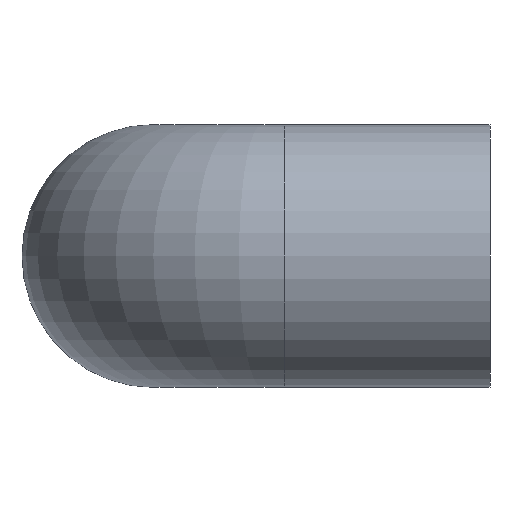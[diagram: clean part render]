
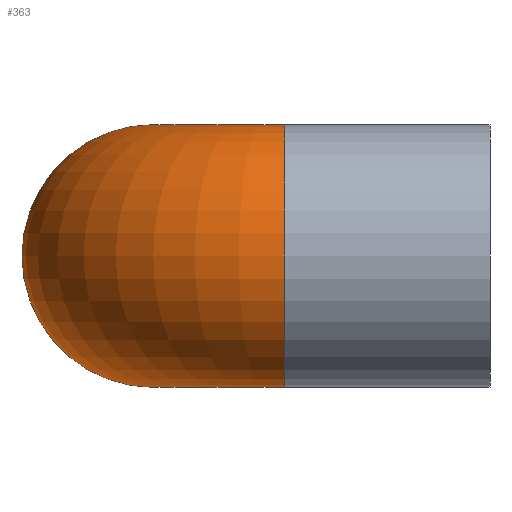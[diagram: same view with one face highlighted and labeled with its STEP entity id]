
A CAD part, left-side view. The second image highlights one B-rep face of the part: STEP entity #363.
In plain terms, the highlighted toroidal (fillet/blend) face has major radius 80 mm and minor radius 80 mm.
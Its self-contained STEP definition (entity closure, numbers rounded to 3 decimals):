
#8 = DIRECTION ( 'NONE',  ( 0., 0., 1. ) ) ;
#13 = FACE_OUTER_BOUND ( 'NONE', #445, .T. ) ;
#14 = AXIS2_PLACEMENT_3D ( 'NONE', #449, #120, #279 ) ;
#25 = VERTEX_POINT ( 'NONE', #77 ) ;
#43 = DIRECTION ( 'NONE',  ( 0., 1., 0. ) ) ;
#45 = ORIENTED_EDGE ( 'NONE', *, *, #263, .F. ) ;
#57 = AXIS2_PLACEMENT_3D ( 'NONE', #145, #308, #440 ) ;
#58 = CIRCLE ( 'NONE', #57, 80. ) ;
#65 = ORIENTED_EDGE ( 'NONE', *, *, #277, .T. ) ;
#77 = CARTESIAN_POINT ( 'NONE',  ( 0., 125., -80. ) ) ;
#85 = AXIS2_PLACEMENT_3D ( 'NONE', #101, #258, #405 ) ;
#86 = DIRECTION ( 'NONE',  ( 1., 0., 0. ) ) ;
#88 = CIRCLE ( 'NONE', #85, 80. ) ;
#93 = EDGE_CURVE ( 'NONE', #257, #426, #283, .T. ) ;
#100 = ORIENTED_EDGE ( 'NONE', *, *, #438, .F. ) ;
#101 = CARTESIAN_POINT ( 'NONE',  ( 0., 125., 0. ) ) ;
#120 = DIRECTION ( 'NONE',  ( 1., 0., 0. ) ) ;
#124 = AXIS2_PLACEMENT_3D ( 'NONE', #464, #135, #297 ) ;
#126 = TOROIDAL_SURFACE ( 'NONE', #124, 80., 80. ) ;
#135 = DIRECTION ( 'NONE',  ( 0., 0., -1. ) ) ;
#145 = CARTESIAN_POINT ( 'NONE',  ( 80., 205., 0. ) ) ;
#163 = CARTESIAN_POINT ( 'NONE',  ( 80., 205., -80. ) ) ;
#170 = AXIS2_PLACEMENT_3D ( 'NONE', #211, #362, #8 ) ;
#176 = CIRCLE ( 'NONE', #170, 80. ) ;
#193 = AXIS2_PLACEMENT_3D ( 'NONE', #392, #43, #207 ) ;
#202 = CIRCLE ( 'NONE', #193, 80. ) ;
#203 = AXIS2_PLACEMENT_3D ( 'NONE', #423, #86, #246 ) ;
#207 = DIRECTION ( 'NONE',  ( 0., 0., 1. ) ) ;
#208 = CIRCLE ( 'NONE', #203, 80. ) ;
#210 = VERTEX_POINT ( 'NONE', #242 ) ;
#211 = CARTESIAN_POINT ( 'NONE',  ( 0., 125., 0. ) ) ;
#216 = ORIENTED_EDGE ( 'NONE', *, *, #302, .T. ) ;
#227 = VERTEX_POINT ( 'NONE', #163 ) ;
#242 = CARTESIAN_POINT ( 'NONE',  ( 0., 125., 80. ) ) ;
#246 = DIRECTION ( 'NONE',  ( 0., 0., 1. ) ) ;
#257 = VERTEX_POINT ( 'NONE', #324 ) ;
#258 = DIRECTION ( 'NONE',  ( 0., 1., 0. ) ) ;
#263 = EDGE_CURVE ( 'NONE', #426, #227, #208, .T. ) ;
#277 = EDGE_CURVE ( 'NONE', #210, #426, #202, .T. ) ;
#279 = DIRECTION ( 'NONE',  ( 0., 0., 1. ) ) ;
#283 = CIRCLE ( 'NONE', #14, 80. ) ;
#293 = ORIENTED_EDGE ( 'NONE', *, *, #93, .F. ) ;
#297 = DIRECTION ( 'NONE',  ( -1., 0., 0. ) ) ;
#302 = EDGE_CURVE ( 'NONE', #426, #25, #176, .T. ) ;
#303 = ORIENTED_EDGE ( 'NONE', *, *, #395, .T. ) ;
#308 = DIRECTION ( 'NONE',  ( 1., 0., 0. ) ) ;
#324 = CARTESIAN_POINT ( 'NONE',  ( 80., 205., 80. ) ) ;
#362 = DIRECTION ( 'NONE',  ( 0., 1., 0. ) ) ;
#363 = ADVANCED_FACE ( 'NONE', ( #13 ), #126, .T. ) ;
#392 = CARTESIAN_POINT ( 'NONE',  ( 0., 125., 0. ) ) ;
#395 = EDGE_CURVE ( 'NONE', #25, #210, #88, .T. ) ;
#405 = DIRECTION ( 'NONE',  ( 0., 0., 1. ) ) ;
#423 = CARTESIAN_POINT ( 'NONE',  ( 80., 205., 0. ) ) ;
#426 = VERTEX_POINT ( 'NONE', #472 ) ;
#438 = EDGE_CURVE ( 'NONE', #227, #257, #58, .T. ) ;
#440 = DIRECTION ( 'NONE',  ( 0., 0., 1. ) ) ;
#445 = EDGE_LOOP ( 'NONE', ( #45, #216, #303, #65, #293, #100 ) ) ;
#449 = CARTESIAN_POINT ( 'NONE',  ( 80., 205., 0. ) ) ;
#464 = CARTESIAN_POINT ( 'NONE',  ( 80., 125., 0. ) ) ;
#472 = CARTESIAN_POINT ( 'NONE',  ( 80., 125., 0. ) ) ;
